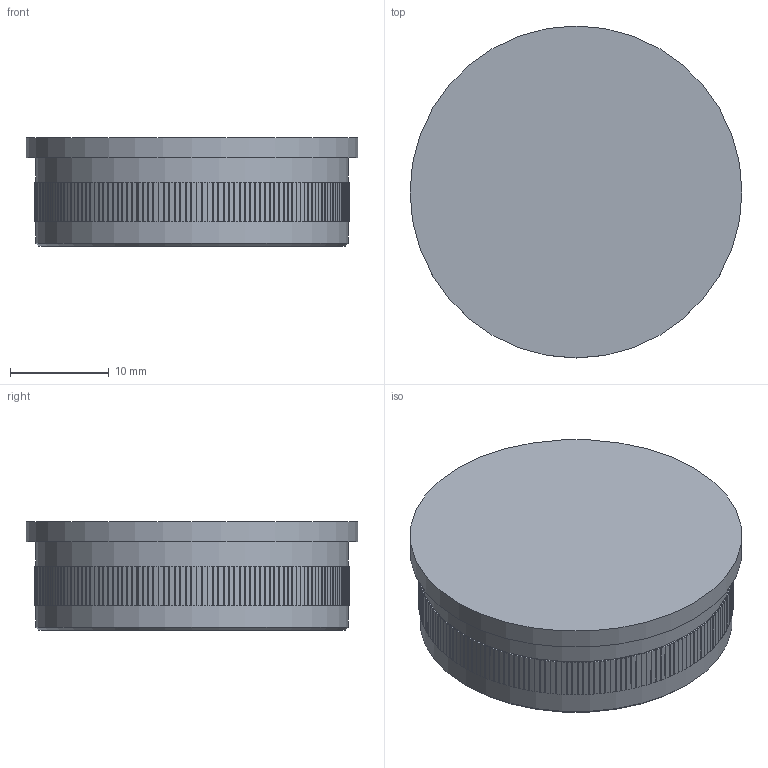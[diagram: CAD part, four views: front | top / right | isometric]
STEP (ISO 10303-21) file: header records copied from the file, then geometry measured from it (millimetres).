
FILE_DESCRIPTION(/* description */ (''),/* implementation_level */ '2;1');
FILE_NAME(/* name */ 'Kappen_hohl_X123.stp',/* time_stamp */ '2017-06-03T13:14:56+02:00',/* author */ (''),/* organization */ (''),/* preprocessor_version */ 'ST-DEVELOPER v16',/* originating_system */ 'SIEMENS PLM Software NX 11.0',/* authorisation */ '');
FILE_SCHEMA (('AUTOMOTIVE_DESIGN { 1 0 10303 214 3 1 1 1 }'));
Length unit declared in the file: millimetre
Products named in the file (1): Goge25A4BF65ytcd
Bounding box: 33.7 x 33.7 x 11 mm (x, y, z)
Volume: 2846.7 mm3; surface area: 3873.4 mm2
Topology: 1 solids, 1 shells, 731 faces, 2175 edges, 1450 vertices
Faces by surface type: plane 546, cylinder 184, cone 1
Full cylindrical faces by diameter (mm): 29.328 x1, 31.71 x2, 33.7 x1
Entity records: 24356 total; most frequent: CARTESIAN_POINT 4350, ORIENTED_EDGE 4338, DIRECTION 4002, EDGE_CURVE 2169, LINE 1800, VECTOR 1800, VERTEX_POINT 1449, AXIS2_PLACEMENT_3D 1101
